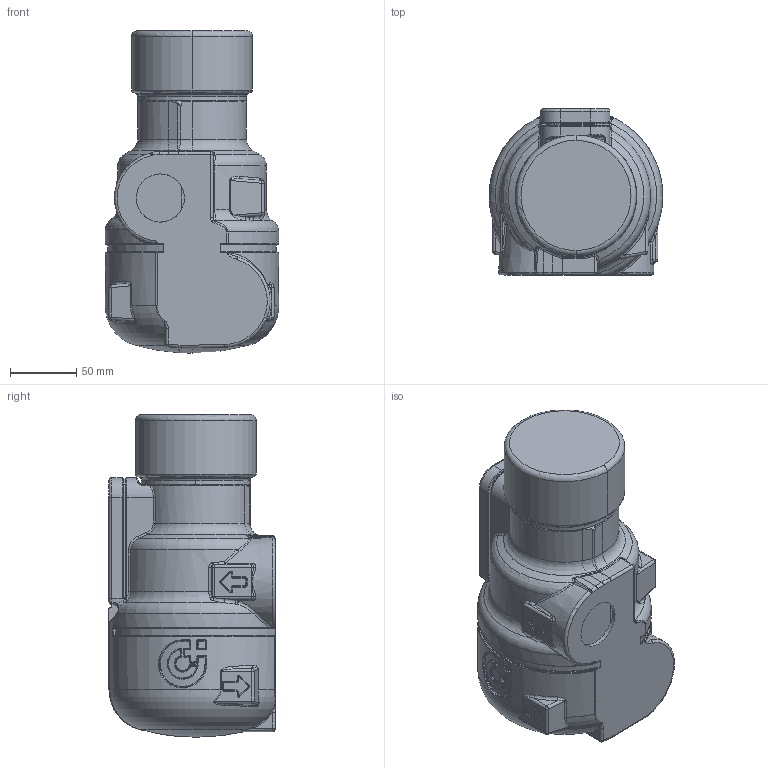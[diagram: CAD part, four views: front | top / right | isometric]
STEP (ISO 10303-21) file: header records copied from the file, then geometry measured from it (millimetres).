
FILE_DESCRIPTION(('CATIA V5 STEP Exchange','CAx-IF Rec.Pracs.--- Model Styling and Organization---1.5--- 2016-08-15','CAx-IF Rec.Pracs.---Supplemental Geometry---1.0---2011-11-01','CAx-IF Rec.Pracs.--- Composite Materials ---3.4---2017-06-13','CAx-IF Rec.Pracs.---Tessellated 3D Geometry---1.0---2015-12-17'),'2;1');
FILE_NAME('STEP_CBN551602_-_TST.stp','2024-12-09T09:25:37+00:00',('none'),('none'),'CATIA Version 5-6 Release 2020 SP5','CATIA V5 STEP AP242 v2','none');
FILE_SCHEMA(('AP242_MANAGED_MODEL_BASED_3D_ENGINEERING_MIM_LF {1 0 10303 442 1 1 4}'));
Products named in the file (1): CBN551602 - TST
Bounding box: 131.5 x 125.75 x 244.1 mm (x, y, z)
Volume: 2444213 mm3; surface area: 116342.3 mm2
Topology: 1 solids, 4 shells, 931 faces, 2151 edges, 1193 vertices
Faces by surface type: bspline 312, cylinder 259, torus 146, plane 144, cone 39, sphere 31
Entity records: 52055 total; most frequent: CARTESIAN_POINT 34088, ORIENTED_EDGE 4200, DIRECTION 2350, EDGE_CURVE 2100, AXIS2_PLACEMENT_3D 1193, VERTEX_POINT 1188, EDGE_LOOP 942, ADVANCED_FACE 931
